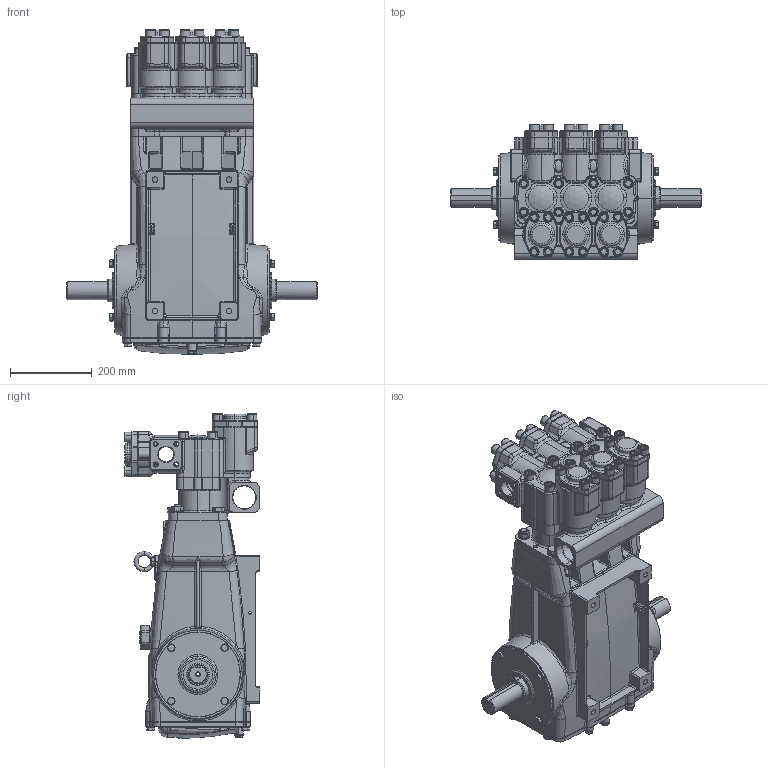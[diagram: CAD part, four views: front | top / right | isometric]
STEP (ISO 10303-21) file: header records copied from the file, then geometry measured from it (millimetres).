
FILE_DESCRIPTION (( 'STEP AP203' ), '1' );
FILE_NAME ('6761.STEP', '2022-06-01T20:04:19', ( '' ), ( '' ), 'SwSTEP 2.0', 'SolidWorks 2021', '' );
FILE_SCHEMA (( 'CONFIG_CONTROL_DESIGN' ));
Products named in the file (1): 6761
Bounding box: 610 x 329 x 791.96 mm (x, y, z)
Surface area: 1622127.8 mm2 (no closed solid volume)
Topology: 0 solids, 118 shells, 2705 faces, 7509 edges, 4852 vertices
Faces by surface type: cylinder 810, plane 739, bspline 495, torus 448, cone 167, sphere 46
Entity records: 119825 total; most frequent: CARTESIAN_POINT 54260, DIRECTION 13450, ORIENTED_EDGE 13448, EDGE_CURVE 7438, AXIS2_PLACEMENT_3D 5584, VERTEX_POINT 4836, CIRCLE 3373, EDGE_LOOP 3018
